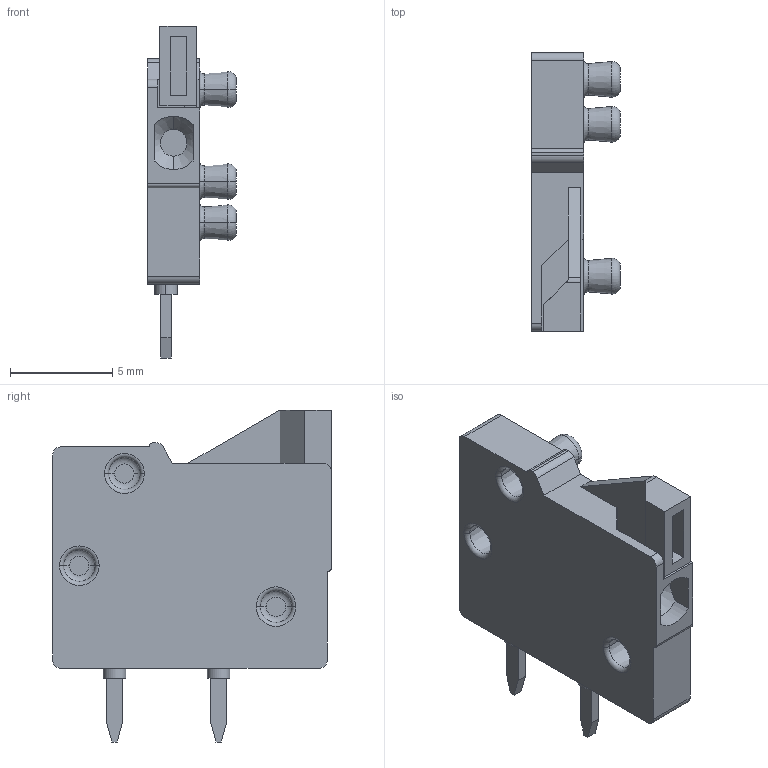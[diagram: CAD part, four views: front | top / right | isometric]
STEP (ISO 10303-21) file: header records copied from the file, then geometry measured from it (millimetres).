
FILE_DESCRIPTION((''),'2;1');
FILE_NAME('PHOENIX_1791826.stp','2013-10-09T14:58:40',(''),(''),'Mechanical Desktop 2011','Mechanical Desktop 2011',', , ');
FILE_SCHEMA(('AUTOMOTIVE_DESIGN { 1 2 10303 214 1 1 1 1 }'));
Length unit declared in the file: millimetre
Products named in the file (1): Product
Bounding box: 4.34 x 13.6 x 16.2 mm (x, y, z)
Volume: 356.7 mm3; surface area: 573.2 mm2
Topology: 7 solids, 7 shells, 159 faces, 374 edges, 241 vertices
Faces by surface type: plane 84, cylinder 37, torus 24, cone 14
Entity records: 4631 total; most frequent: DIRECTION 844, CARTESIAN_POINT 779, ORIENTED_EDGE 748, EDGE_CURVE 374, AXIS2_PLACEMENT_3D 312, VERTEX_POINT 241, VECTOR 220, LINE 220
